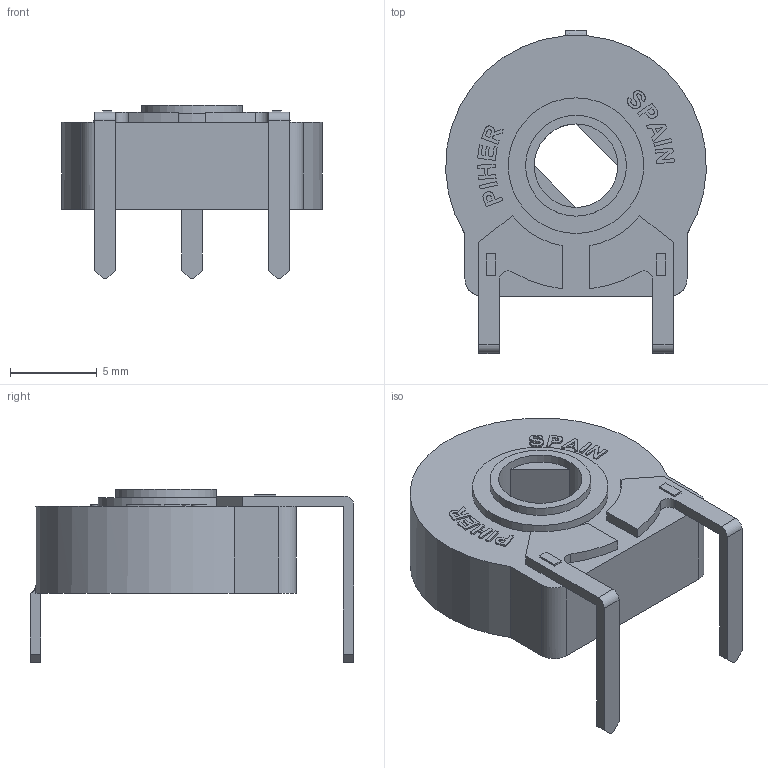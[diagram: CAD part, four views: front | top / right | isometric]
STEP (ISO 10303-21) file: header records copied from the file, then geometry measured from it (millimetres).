
FILE_DESCRIPTION((' '),'2;1');
FILE_NAME( 'PIHER.stp', '2025-03-21T13:36:19', (' '), ('--- ---'), ' V2025.1 Dec 16 2024', ' 2025 (c)', ' ');
FILE_SCHEMA(('AP242_MANAGED_MODEL_BASED_3D_ENGINEERING_MIM_LF { 1 0 10303 442 1 1 4 }'));
Length unit declared in the file: millimetre
Products named in the file (1): PIHER
Bounding box: 14.99 x 18.6 x 10 mm (x, y, z)
Volume: 931 mm3; surface area: 839.1 mm2
Topology: 1 solids, 1 shells, 199 faces, 528 edges, 350 vertices
Faces by surface type: plane 148, extrusion 36, cylinder 14, bspline 1
Full cylindrical faces by diameter (mm): 4.8 x1, 5.8 x1, 7.8 x1
Entity records: 7778 total; most frequent: CARTESIAN_POINT 2720, ORIENTED_EDGE 1048, DIRECTION 852, EDGE_CURVE 524, VECTOR 450, LINE 414, VERTEX_POINT 350, EDGE_LOOP 224
